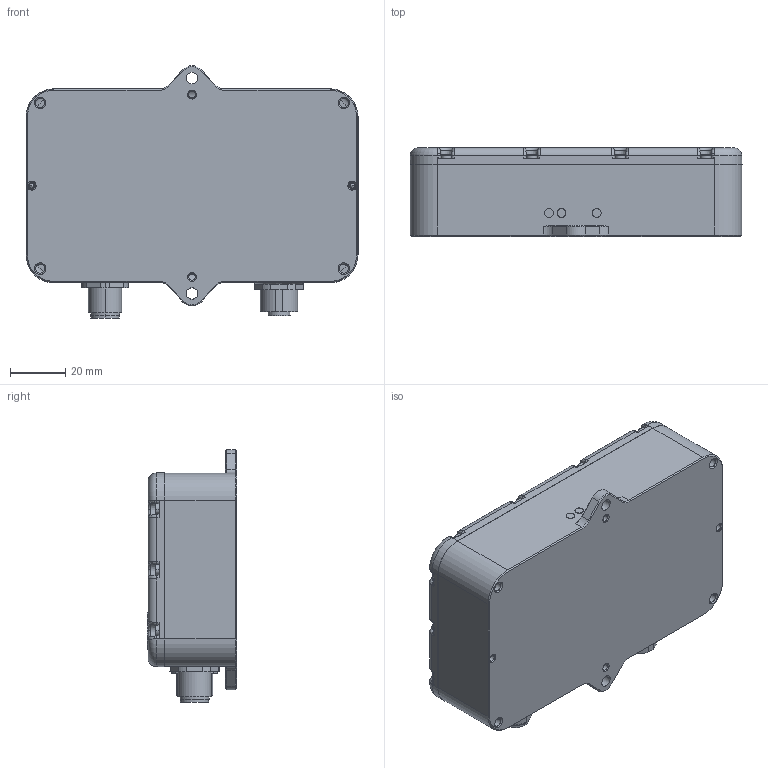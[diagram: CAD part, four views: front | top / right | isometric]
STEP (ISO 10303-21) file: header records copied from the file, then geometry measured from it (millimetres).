
FILE_DESCRIPTION (( 'STEP AP214' ), '1' );
FILE_NAME ('EFFI-SMART-12.STEP', '2016-12-07T11:54:44', ( '' ), ( '' ), 'SwSTEP 2.0', 'SolidWorks 2017', '' );
FILE_SCHEMA (( 'AUTOMOTIVE_DESIGN' ));
Length unit declared in the file: millimetre
Products named in the file (1): EFFI-SMART-12
Bounding box: 120.21 x 32.23 x 91.5 mm (x, y, z)
Surface area: 33630.6 mm2 (no closed solid volume)
Topology: 0 solids, 44 shells, 862 faces, 2747 edges, 1868 vertices
Faces by surface type: plane 292, cylinder 266, bspline 150, cone 101, torus 53
Entity records: 42708 total; most frequent: CARTESIAN_POINT 9956, DIRECTION 4754, ORIENTED_EDGE 4541, EDGE_CURVE 2709, VERTEX_POINT 1868, AXIS2_PLACEMENT_3D 1722, VECTOR 1310, LINE 1310
